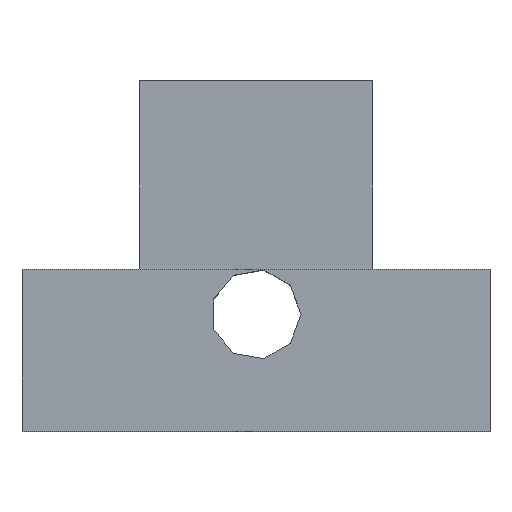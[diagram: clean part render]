
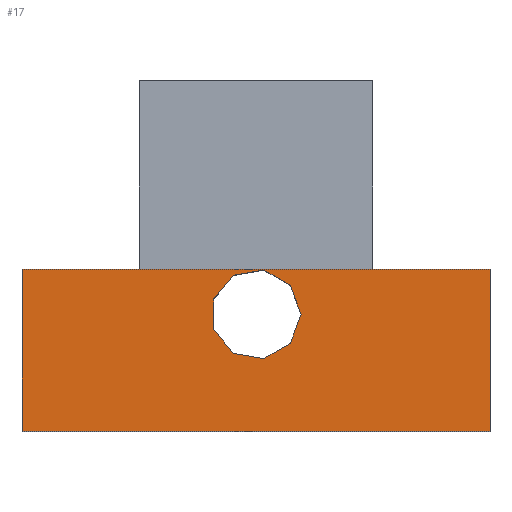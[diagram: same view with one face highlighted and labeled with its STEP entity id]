
A CAD part, top view. The second image highlights one B-rep face of the part: STEP entity #17.
In plain terms, the highlighted planar face has unit normal (0, 0, 1).
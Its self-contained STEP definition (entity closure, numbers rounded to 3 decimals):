
#17 = ADVANCED_FACE('',(#18,#52),#126,.T.);
#18 = FACE_BOUND('',#19,.T.);
#19 = EDGE_LOOP('',(#20,#30,#38,#46));
#20 = ORIENTED_EDGE('',*,*,#21,.T.);
#21 = EDGE_CURVE('',#22,#24,#26,.T.);
#22 = VERTEX_POINT('',#23);
#23 = CARTESIAN_POINT('',(5.2,1.,3.));
#24 = VERTEX_POINT('',#25);
#25 = CARTESIAN_POINT('',(-5.2,1.,3.));
#26 = LINE('',#27,#28);
#27 = CARTESIAN_POINT('',(5.2,1.,3.));
#28 = VECTOR('',#29,1.);
#29 = DIRECTION('',(-1.,0.,0.));
#30 = ORIENTED_EDGE('',*,*,#31,.T.);
#31 = EDGE_CURVE('',#24,#32,#34,.T.);
#32 = VERTEX_POINT('',#33);
#33 = CARTESIAN_POINT('',(-5.2,-2.6,3.));
#34 = LINE('',#35,#36);
#35 = CARTESIAN_POINT('',(-5.2,1.,3.));
#36 = VECTOR('',#37,1.);
#37 = DIRECTION('',(0.,-1.,0.));
#38 = ORIENTED_EDGE('',*,*,#39,.T.);
#39 = EDGE_CURVE('',#32,#40,#42,.T.);
#40 = VERTEX_POINT('',#41);
#41 = CARTESIAN_POINT('',(5.2,-2.6,3.));
#42 = LINE('',#43,#44);
#43 = CARTESIAN_POINT('',(-5.2,-2.6,3.));
#44 = VECTOR('',#45,1.);
#45 = DIRECTION('',(1.,0.,0.));
#46 = ORIENTED_EDGE('',*,*,#47,.F.);
#47 = EDGE_CURVE('',#22,#40,#48,.T.);
#48 = LINE('',#49,#50);
#49 = CARTESIAN_POINT('',(5.2,1.,3.));
#50 = VECTOR('',#51,1.);
#51 = DIRECTION('',(0.,-1.,0.));
#52 = FACE_BOUND('',#53,.T.);
#53 = EDGE_LOOP('',(#54,#64,#72,#80,#88,#96,#104,#112,#120));
#54 = ORIENTED_EDGE('',*,*,#55,.T.);
#55 = EDGE_CURVE('',#56,#58,#60,.T.);
#56 = VERTEX_POINT('',#57);
#57 = CARTESIAN_POINT('',(-0.94,-0.342,3.));
#58 = VERTEX_POINT('',#59);
#59 = CARTESIAN_POINT('',(-0.94,0.342,3.));
#60 = LINE('',#61,#62);
#61 = CARTESIAN_POINT('',(-0.94,-0.342,3.));
#62 = VECTOR('',#63,1.);
#63 = DIRECTION('',(0.,1.,0.));
#64 = ORIENTED_EDGE('',*,*,#65,.T.);
#65 = EDGE_CURVE('',#58,#66,#68,.T.);
#66 = VERTEX_POINT('',#67);
#67 = CARTESIAN_POINT('',(-0.5,0.866,3.));
#68 = LINE('',#69,#70);
#69 = CARTESIAN_POINT('',(-0.94,0.342,3.));
#70 = VECTOR('',#71,1.);
#71 = DIRECTION('',(0.643,0.766,0.));
#72 = ORIENTED_EDGE('',*,*,#73,.T.);
#73 = EDGE_CURVE('',#66,#74,#76,.T.);
#74 = VERTEX_POINT('',#75);
#75 = CARTESIAN_POINT('',(0.174,0.985,3.));
#76 = LINE('',#77,#78);
#77 = CARTESIAN_POINT('',(-0.5,0.866,3.));
#78 = VECTOR('',#79,1.);
#79 = DIRECTION('',(0.985,0.174,0.));
#80 = ORIENTED_EDGE('',*,*,#81,.T.);
#81 = EDGE_CURVE('',#74,#82,#84,.T.);
#82 = VERTEX_POINT('',#83);
#83 = CARTESIAN_POINT('',(0.766,0.643,3.));
#84 = LINE('',#85,#86);
#85 = CARTESIAN_POINT('',(0.174,0.985,3.));
#86 = VECTOR('',#87,1.);
#87 = DIRECTION('',(0.866,-0.5,0.));
#88 = ORIENTED_EDGE('',*,*,#89,.T.);
#89 = EDGE_CURVE('',#82,#90,#92,.T.);
#90 = VERTEX_POINT('',#91);
#91 = CARTESIAN_POINT('',(1.,0.,3.));
#92 = LINE('',#93,#94);
#93 = CARTESIAN_POINT('',(0.766,0.643,3.));
#94 = VECTOR('',#95,1.);
#95 = DIRECTION('',(0.342,-0.94,0.));
#96 = ORIENTED_EDGE('',*,*,#97,.T.);
#97 = EDGE_CURVE('',#90,#98,#100,.T.);
#98 = VERTEX_POINT('',#99);
#99 = CARTESIAN_POINT('',(0.766,-0.643,3.));
#100 = LINE('',#101,#102);
#101 = CARTESIAN_POINT('',(1.,0.,3.));
#102 = VECTOR('',#103,1.);
#103 = DIRECTION('',(-0.342,-0.94,0.));
#104 = ORIENTED_EDGE('',*,*,#105,.T.);
#105 = EDGE_CURVE('',#98,#106,#108,.T.);
#106 = VERTEX_POINT('',#107);
#107 = CARTESIAN_POINT('',(0.174,-0.985,3.));
#108 = LINE('',#109,#110);
#109 = CARTESIAN_POINT('',(0.766,-0.643,3.));
#110 = VECTOR('',#111,1.);
#111 = DIRECTION('',(-0.866,-0.5,0.));
#112 = ORIENTED_EDGE('',*,*,#113,.T.);
#113 = EDGE_CURVE('',#106,#114,#116,.T.);
#114 = VERTEX_POINT('',#115);
#115 = CARTESIAN_POINT('',(-0.5,-0.866,3.));
#116 = LINE('',#117,#118);
#117 = CARTESIAN_POINT('',(0.174,-0.985,3.));
#118 = VECTOR('',#119,1.);
#119 = DIRECTION('',(-0.985,0.174,0.));
#120 = ORIENTED_EDGE('',*,*,#121,.T.);
#121 = EDGE_CURVE('',#114,#56,#122,.T.);
#122 = LINE('',#123,#124);
#123 = CARTESIAN_POINT('',(-0.5,-0.866,3.));
#124 = VECTOR('',#125,1.);
#125 = DIRECTION('',(-0.643,0.766,0.));
#126 = PLANE('',#127);
#127 = AXIS2_PLACEMENT_3D('',#128,#129,#130);
#128 = CARTESIAN_POINT('',(0.,-0.8,3.));
#129 = DIRECTION('',(0.,0.,1.));
#130 = DIRECTION('',(1.,0.,-0.));
